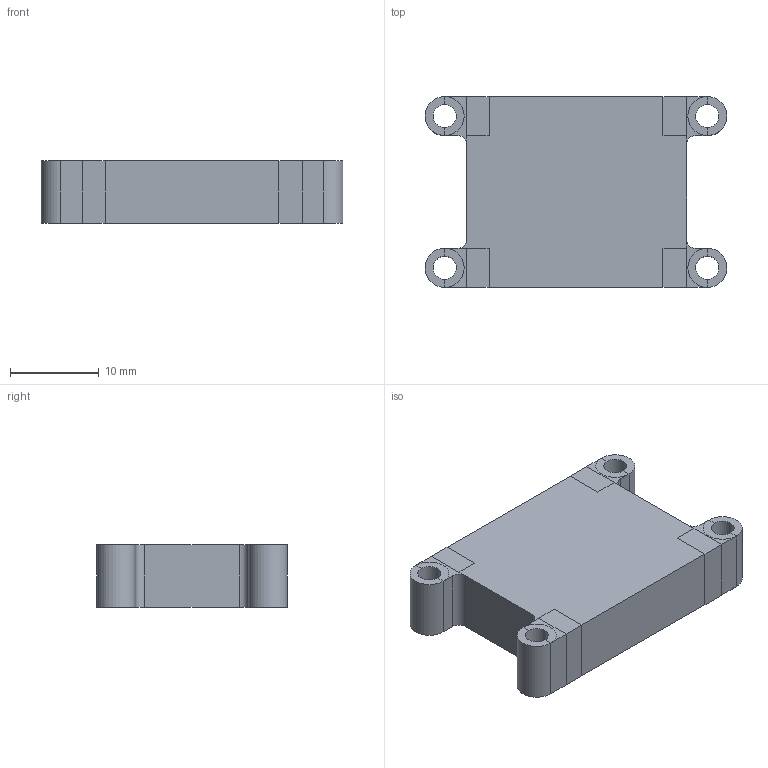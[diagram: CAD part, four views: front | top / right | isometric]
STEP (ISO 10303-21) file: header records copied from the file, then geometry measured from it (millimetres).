
FILE_DESCRIPTION(('FreeCAD Model'),'2;1');
FILE_NAME('Open CASCADE Shape Model','2025-12-09T12:07:13',(''),(''), 'Open CASCADE STEP processor 7.6','FreeCAD','Unknown');
FILE_SCHEMA(('AUTOMOTIVE_DESIGN { 1 0 10303 214 1 1 1 1 }'));
Length unit declared in the file: millimetre
Products named in the file (1): Fillet
Bounding box: 34 x 21.5 x 7 mm (x, y, z)
Volume: 4046.5 mm3; surface area: 2269 mm2
Topology: 1 solids, 1 shells, 79 faces, 188 edges, 100 vertices
Faces by surface type: plane 55, cylinder 20, sphere 4
Full cylindrical faces by diameter (mm): 2.6 x4
Entity records: 2208 total; most frequent: DIRECTION 400, ORIENTED_EDGE 368, CARTESIAN_POINT 364, EDGE_CURVE 184, AXIS2_PLACEMENT_3D 136, LINE 128, VECTOR 128, VERTEX_POINT 100
